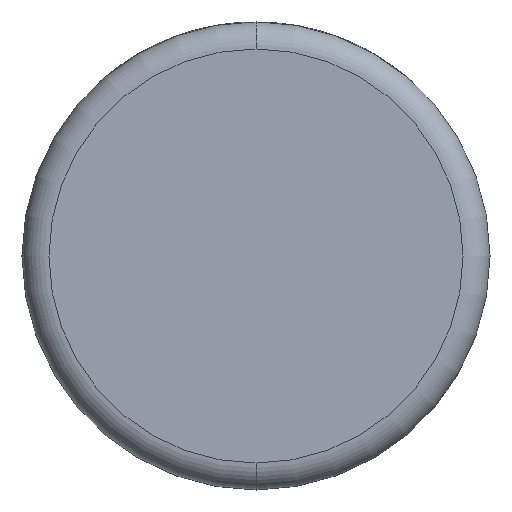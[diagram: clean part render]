
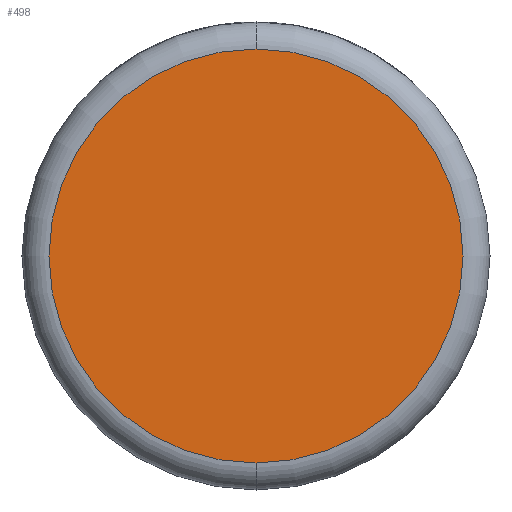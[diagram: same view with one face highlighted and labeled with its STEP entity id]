
A CAD part, front view. The second image highlights one B-rep face of the part: STEP entity #498.
In plain terms, the highlighted planar face has unit normal (0, -1, 0).
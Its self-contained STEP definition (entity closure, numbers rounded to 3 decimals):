
#232 = ORIENTED_EDGE ( 'NONE', *, *, #478, .T. ) ;
#399 = DIRECTION ( 'NONE',  ( 0., 1., 0. ) ) ;
#478 = EDGE_CURVE ( 'NONE', #2134, #2350, #3750, .T. ) ;
#498 = ADVANCED_FACE ( 'NONE', ( #4798 ), #4101, .F. ) ;
#796 = CARTESIAN_POINT ( 'NONE',  ( 0., 0., 0. ) ) ;
#1099 = DIRECTION ( 'NONE',  ( 0., 0., 1. ) ) ;
#1150 = CARTESIAN_POINT ( 'NONE',  ( 0., 0., 0. ) ) ;
#1221 = CARTESIAN_POINT ( 'NONE',  ( 0., 0., 11.502 ) ) ;
#1507 = DIRECTION ( 'NONE',  ( 0., 0., 1. ) ) ;
#1543 = DIRECTION ( 'NONE',  ( 0., -1., 0. ) ) ;
#2134 = VERTEX_POINT ( 'NONE', #3147 ) ;
#2350 = VERTEX_POINT ( 'NONE', #1221 ) ;
#2592 = ORIENTED_EDGE ( 'NONE', *, *, #3780, .T. ) ;
#2691 = DIRECTION ( 'NONE',  ( 0., -1., 0. ) ) ;
#3019 = DIRECTION ( 'NONE',  ( 0., 0., 1. ) ) ;
#3044 = CARTESIAN_POINT ( 'NONE',  ( 0., 0., 0. ) ) ;
#3147 = CARTESIAN_POINT ( 'NONE',  ( 0., 0., -11.502 ) ) ;
#3160 = AXIS2_PLACEMENT_3D ( 'NONE', #1150, #399, #1507 ) ;
#3528 = CIRCLE ( 'NONE', #3913, 11.502 ) ;
#3750 = CIRCLE ( 'NONE', #4754, 11.502 ) ;
#3780 = EDGE_CURVE ( 'NONE', #2350, #2134, #3528, .T. ) ;
#3913 = AXIS2_PLACEMENT_3D ( 'NONE', #3044, #2691, #3019 ) ;
#4101 = PLANE ( 'NONE',  #3160 ) ;
#4132 = EDGE_LOOP ( 'NONE', ( #2592, #232 ) ) ;
#4754 = AXIS2_PLACEMENT_3D ( 'NONE', #796, #1543, #1099 ) ;
#4798 = FACE_OUTER_BOUND ( 'NONE', #4132, .T. ) ;
